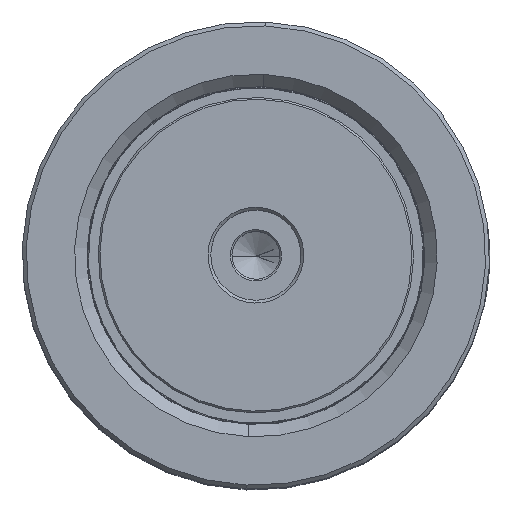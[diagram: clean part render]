
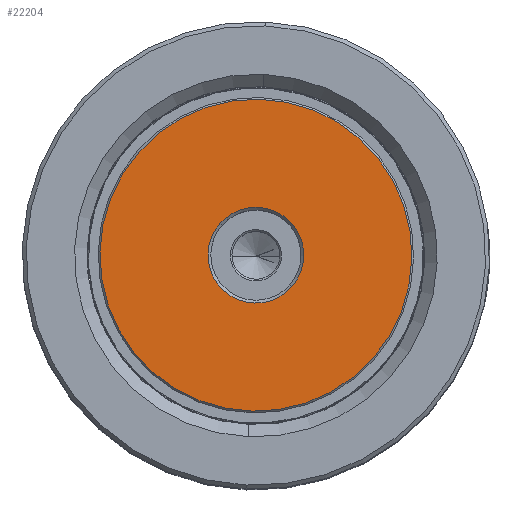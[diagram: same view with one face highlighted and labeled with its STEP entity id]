
A CAD part, top view. The second image highlights one B-rep face of the part: STEP entity #22204.
In plain terms, the highlighted face is planar.
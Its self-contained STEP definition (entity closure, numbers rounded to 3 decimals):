
#368 = ORIENTED_EDGE ( 'NONE', *, *, #40293, .T. ) ;
#1327 = DIRECTION ( 'NONE',  ( 1., 0., 0. ) ) ;
#2824 = ORIENTED_EDGE ( 'NONE', *, *, #41206, .T. ) ;
#3037 = CIRCLE ( 'NONE', #40848, 27.7 ) ;
#6352 = DIRECTION ( 'NONE',  ( 0., 0., 1. ) ) ;
#6405 = EDGE_CURVE ( 'NONE', #32290, #8418, #3037, .T. ) ;
#8418 = VERTEX_POINT ( 'NONE', #40611 ) ;
#10767 = DIRECTION ( 'NONE',  ( 0., 0., 1. ) ) ;
#12861 = AXIS2_PLACEMENT_3D ( 'NONE', #25850, #26290, #22643 ) ;
#13073 = PLANE ( 'NONE',  #32610 ) ;
#14568 = CARTESIAN_POINT ( 'NONE',  ( 0., 0., 0. ) ) ;
#14923 = EDGE_LOOP ( 'NONE', ( #35084, #2824 ) ) ;
#20549 = EDGE_LOOP ( 'NONE', ( #368, #37077 ) ) ;
#21258 = CIRCLE ( 'NONE', #42809, 8.5 ) ;
#22000 = CIRCLE ( 'NONE', #12861, 27.7 ) ;
#22204 = ADVANCED_FACE ( 'NONE', ( #22903, #31591 ), #13073, .F. ) ;
#22274 = EDGE_CURVE ( 'NONE', #22364, #28685, #21258, .T. ) ;
#22364 = VERTEX_POINT ( 'NONE', #35716 ) ;
#22643 = DIRECTION ( 'NONE',  ( 1., 0., 0. ) ) ;
#22903 = FACE_OUTER_BOUND ( 'NONE', #14923, .T. ) ;
#23568 = CARTESIAN_POINT ( 'NONE',  ( -8.5, 0., 0. ) ) ;
#25445 = AXIS2_PLACEMENT_3D ( 'NONE', #43583, #26247, #43726 ) ;
#25850 = CARTESIAN_POINT ( 'NONE',  ( 0., 0., 0. ) ) ;
#26247 = DIRECTION ( 'NONE',  ( 0., 0., 1. ) ) ;
#26290 = DIRECTION ( 'NONE',  ( 0., 0., -1. ) ) ;
#27236 = CARTESIAN_POINT ( 'NONE',  ( 0., 0., 0. ) ) ;
#28616 = CARTESIAN_POINT ( 'NONE',  ( 0., 0., 0. ) ) ;
#28685 = VERTEX_POINT ( 'NONE', #23568 ) ;
#31591 = FACE_BOUND ( 'NONE', #20549, .T. ) ;
#32290 = VERTEX_POINT ( 'NONE', #35639 ) ;
#32610 = AXIS2_PLACEMENT_3D ( 'NONE', #27236, #6352, #41384 ) ;
#35084 = ORIENTED_EDGE ( 'NONE', *, *, #6405, .T. ) ;
#35639 = CARTESIAN_POINT ( 'NONE',  ( 27.7, 0., 0. ) ) ;
#35716 = CARTESIAN_POINT ( 'NONE',  ( 8.5, 0., 0. ) ) ;
#37077 = ORIENTED_EDGE ( 'NONE', *, *, #22274, .T. ) ;
#39128 = DIRECTION ( 'NONE',  ( 0., 0., -1. ) ) ;
#40293 = EDGE_CURVE ( 'NONE', #28685, #22364, #42642, .T. ) ;
#40611 = CARTESIAN_POINT ( 'NONE',  ( -27.7, 0., 0. ) ) ;
#40848 = AXIS2_PLACEMENT_3D ( 'NONE', #28616, #39128, #42789 ) ;
#41206 = EDGE_CURVE ( 'NONE', #8418, #32290, #22000, .T. ) ;
#41384 = DIRECTION ( 'NONE',  ( 1., 0., 0. ) ) ;
#42642 = CIRCLE ( 'NONE', #25445, 8.5 ) ;
#42789 = DIRECTION ( 'NONE',  ( 1., 0., 0. ) ) ;
#42809 = AXIS2_PLACEMENT_3D ( 'NONE', #14568, #10767, #1327 ) ;
#43583 = CARTESIAN_POINT ( 'NONE',  ( 0., 0., 0. ) ) ;
#43726 = DIRECTION ( 'NONE',  ( 1., 0., 0. ) ) ;
